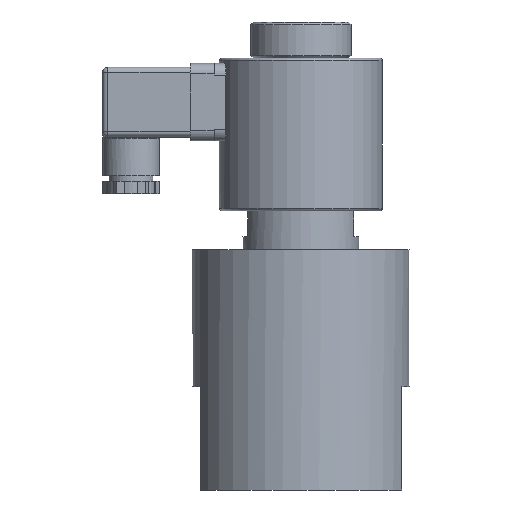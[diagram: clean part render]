
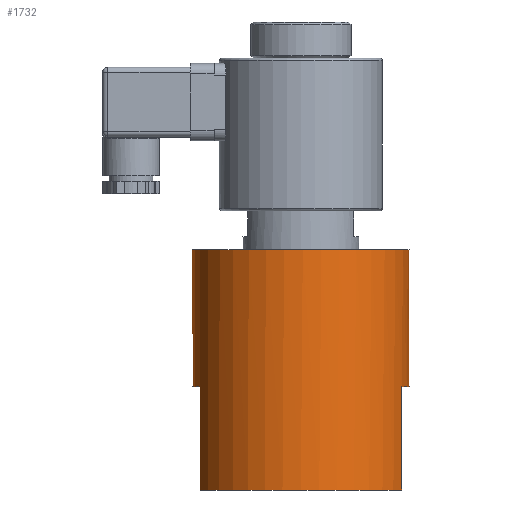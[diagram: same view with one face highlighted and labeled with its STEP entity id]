
A CAD part, front view. The second image highlights one B-rep face of the part: STEP entity #1732.
In plain terms, the highlighted cylindrical face has radius 42 mm (diameter 84 mm), a full revolution.
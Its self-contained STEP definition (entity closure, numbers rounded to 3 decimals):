
#178=LINE('',#3070,#328);
#179=LINE('',#3071,#329);
#180=LINE('',#3073,#330);
#181=LINE('',#3074,#331);
#328=VECTOR('',#2422,40.);
#329=VECTOR('',#2423,40.);
#330=VECTOR('',#2426,40.);
#331=VECTOR('',#2427,40.);
#422=CYLINDRICAL_SURFACE('',#1915,42.);
#445=FACE_BOUND('',#676,.T.);
#549=FACE_OUTER_BOUND('',#675,.T.);
#675=EDGE_LOOP('',(#1616));
#676=EDGE_LOOP('',(#1617,#1618,#1619,#1620,#1621,#1622,#1623,#1624));
#751=CIRCLE('',#1905,42.);
#752=CIRCLE('',#1907,42.);
#753=CIRCLE('',#1909,42.);
#754=CIRCLE('',#1911,42.);
#755=CIRCLE('',#1912,42.);
#905=VERTEX_POINT('',#3048);
#906=VERTEX_POINT('',#3051);
#907=VERTEX_POINT('',#3052);
#908=VERTEX_POINT('',#3056);
#909=VERTEX_POINT('',#3057);
#910=VERTEX_POINT('',#3061);
#911=VERTEX_POINT('',#3062);
#912=VERTEX_POINT('',#3064);
#913=VERTEX_POINT('',#3066);
#1138=EDGE_CURVE('',#905,#905,#751,.T.);
#1140=EDGE_CURVE('',#907,#906,#752,.T.);
#1142=EDGE_CURVE('',#909,#908,#753,.T.);
#1143=EDGE_CURVE('',#910,#911,#754,.T.);
#1145=EDGE_CURVE('',#913,#912,#755,.T.);
#1147=EDGE_CURVE('',#909,#912,#178,.T.);
#1148=EDGE_CURVE('',#910,#908,#179,.T.);
#1149=EDGE_CURVE('',#907,#911,#180,.T.);
#1150=EDGE_CURVE('',#906,#913,#181,.T.);
#1616=ORIENTED_EDGE('',*,*,#1138,.F.);
#1617=ORIENTED_EDGE('',*,*,#1150,.T.);
#1618=ORIENTED_EDGE('',*,*,#1145,.T.);
#1619=ORIENTED_EDGE('',*,*,#1147,.F.);
#1620=ORIENTED_EDGE('',*,*,#1142,.T.);
#1621=ORIENTED_EDGE('',*,*,#1148,.F.);
#1622=ORIENTED_EDGE('',*,*,#1143,.T.);
#1623=ORIENTED_EDGE('',*,*,#1149,.F.);
#1624=ORIENTED_EDGE('',*,*,#1140,.T.);
#1732=ADVANCED_FACE('',(#549,#445),#422,.T.);
#1905=AXIS2_PLACEMENT_3D('',#3049,#2400,#2401);
#1907=AXIS2_PLACEMENT_3D('',#3054,#2405,#2406);
#1909=AXIS2_PLACEMENT_3D('',#3059,#2410,#2411);
#1911=AXIS2_PLACEMENT_3D('',#3063,#2414,#2415);
#1912=AXIS2_PLACEMENT_3D('',#3067,#2417,#2418);
#1915=AXIS2_PLACEMENT_3D('',#3075,#2428,#2429);
#2400=DIRECTION('center_axis',(0.,0.,
1.));
#2401=DIRECTION('ref_axis',(1.,0.,0.));
#2405=DIRECTION('center_axis',(0.,0.,
1.));
#2406=DIRECTION('ref_axis',(1.,0.,0.));
#2410=DIRECTION('center_axis',(0.,0.,
1.));
#2411=DIRECTION('ref_axis',(1.,0.,0.));
#2414=DIRECTION('center_axis',(0.,0.,1.));
#2415=DIRECTION('ref_axis',(0.929,0.371,0.));
#2417=DIRECTION('center_axis',(0.,0.,1.));
#2418=DIRECTION('ref_axis',(-0.929,-0.371,0.));
#2422=DIRECTION('',(0.,0.,-1.));
#2423=DIRECTION('',(0.,0.,1.));
#2426=DIRECTION('',(0.,0.,-1.));
#2427=DIRECTION('',(0.,0.,-1.));
#2428=DIRECTION('center_axis',(0.,0.,1.));
#2429=DIRECTION('ref_axis',(-0.929,-0.371,0.));
#3048=CARTESIAN_POINT('',(42.,0.,73.));
#3049=CARTESIAN_POINT('Origin',(0.,0.,
73.));
#3051=CARTESIAN_POINT('',(39.,15.588,20.));
#3052=CARTESIAN_POINT('',(39.,-15.588,20.));
#3054=CARTESIAN_POINT('Origin',(0.,0.,
20.));
#3056=CARTESIAN_POINT('',(-39.,-15.588,20.));
#3057=CARTESIAN_POINT('',(-39.,15.588,20.));
#3059=CARTESIAN_POINT('Origin',(0.,0.,
20.));
#3061=CARTESIAN_POINT('',(-39.,-15.588,-20.));
#3062=CARTESIAN_POINT('',(39.,-15.588,-20.));
#3063=CARTESIAN_POINT('Origin',(0.,0.,-20.));
#3064=CARTESIAN_POINT('',(-39.,15.588,-20.));
#3066=CARTESIAN_POINT('',(39.,15.588,-20.));
#3067=CARTESIAN_POINT('Origin',(0.,0.,-20.));
#3070=CARTESIAN_POINT('',(-39.,15.588,0.));
#3071=CARTESIAN_POINT('',(-39.,-15.588,0.));
#3073=CARTESIAN_POINT('',(39.,-15.588,0.));
#3074=CARTESIAN_POINT('',(39.,15.588,0.));
#3075=CARTESIAN_POINT('Origin',(0.,0.,0.));
